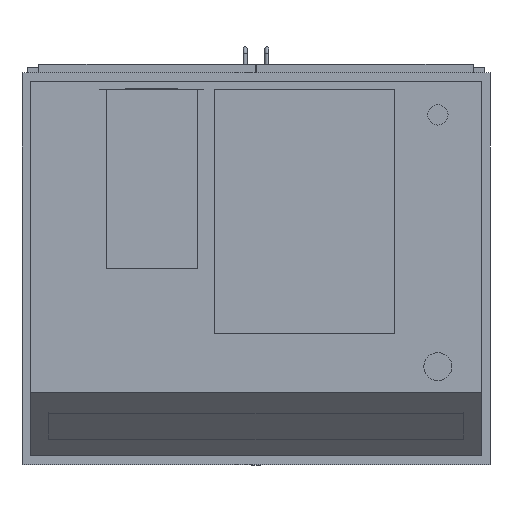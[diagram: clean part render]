
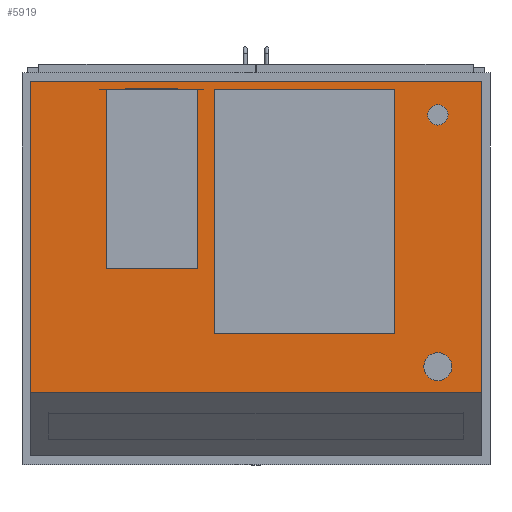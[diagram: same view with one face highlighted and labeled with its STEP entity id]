
A CAD part, front view. The second image highlights one B-rep face of the part: STEP entity #5919.
In plain terms, the highlighted planar face has unit normal (0, -1, 0).
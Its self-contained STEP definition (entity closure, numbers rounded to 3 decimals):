
#298=FACE_OUTER_BOUND('',#662,.T.);
#662=EDGE_LOOP('',(#3942,#3943,#3944,#3945));
#1041=LINE('',#8578,#1764);
#1048=LINE('',#8592,#1771);
#1049=LINE('',#8595,#1772);
#1050=LINE('',#8596,#1773);
#1764=VECTOR('',#6860,10.);
#1771=VECTOR('',#6873,10.);
#1772=VECTOR('',#6876,10.);
#1773=VECTOR('',#6877,10.);
#2478=VERTEX_POINT('',#8569);
#2482=VERTEX_POINT('',#8576);
#2486=VERTEX_POINT('',#8590);
#2487=VERTEX_POINT('',#8594);
#3061=EDGE_CURVE('',#2482,#2478,#1041,.T.);
#3068=EDGE_CURVE('',#2482,#2486,#1048,.T.);
#3069=EDGE_CURVE('',#2487,#2486,#1049,.T.);
#3070=EDGE_CURVE('',#2478,#2487,#1050,.T.);
#3942=ORIENTED_EDGE('',*,*,#3068,.T.);
#3943=ORIENTED_EDGE('',*,*,#3069,.F.);
#3944=ORIENTED_EDGE('',*,*,#3070,.F.);
#3945=ORIENTED_EDGE('',*,*,#3061,.F.);
#5611=PLANE('',#6342);
#5919=ADVANCED_FACE('',(#298),#5611,.T.);
#6342=AXIS2_PLACEMENT_3D('',#8593,#6874,#6875);
#6860=DIRECTION('',(0.,0.,1.));
#6873=DIRECTION('',(1.,0.,0.));
#6874=DIRECTION('center_axis',(0.,-1.,0.));
#6875=DIRECTION('ref_axis',(0.,0.,-1.));
#6876=DIRECTION('',(0.,0.,-1.));
#6877=DIRECTION('',(1.,0.,0.));
#8569=CARTESIAN_POINT('',(-442.5,-97.5,367.5));
#8576=CARTESIAN_POINT('',(-442.5,-97.5,-242.5));
#8578=CARTESIAN_POINT('',(-442.5,-97.5,367.5));
#8590=CARTESIAN_POINT('',(442.5,-97.5,-242.5));
#8592=CARTESIAN_POINT('',(0.,-97.5,-242.5));
#8593=CARTESIAN_POINT('Origin',(0.,-97.5,367.5));
#8594=CARTESIAN_POINT('',(442.5,-97.5,367.5));
#8595=CARTESIAN_POINT('',(442.5,-97.5,367.5));
#8596=CARTESIAN_POINT('',(0.,-97.5,367.5));
